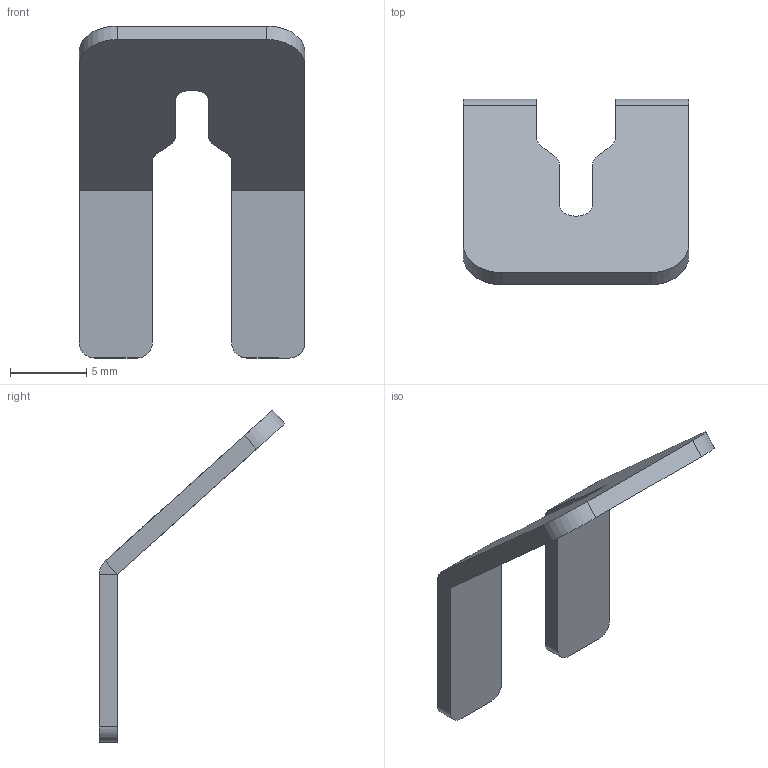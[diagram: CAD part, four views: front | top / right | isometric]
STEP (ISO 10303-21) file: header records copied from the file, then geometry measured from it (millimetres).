
FILE_DESCRIPTION(('CATIA V5R20 STEP214'),'2;1');
FILE_NAME ('5988543_3_1060300000_1060300000_S.stp','2015-02-02T14:10:00+00:00',('none'),('Weidmueller'),'CATIA Version 5 Release 20 SP 5 (IN-10)','CATIA V5 STEP AP214','none');
FILE_SCHEMA(('AUTOMOTIVE_DESIGN { 1 0 10303 214 1 1 1 1 }'));
Length unit declared in the file: millimetre
Products named in the file (1): WQB-PEN_10
Bounding box: 14.8 x 12.2 x 21.79 mm (x, y, z)
Volume: 351.2 mm3; surface area: 727.1 mm2
Topology: 1 solids, 1 shells, 40 faces, 98 edges, 60 vertices
Faces by surface type: plane 26, cylinder 14
Entity records: 1152 total; most frequent: CARTESIAN_POINT 221, ORIENTED_EDGE 196, DIRECTION 164, EDGE_CURVE 98, VECTOR 70, LINE 70, AXIS2_PLACEMENT_3D 61, VERTEX_POINT 60
